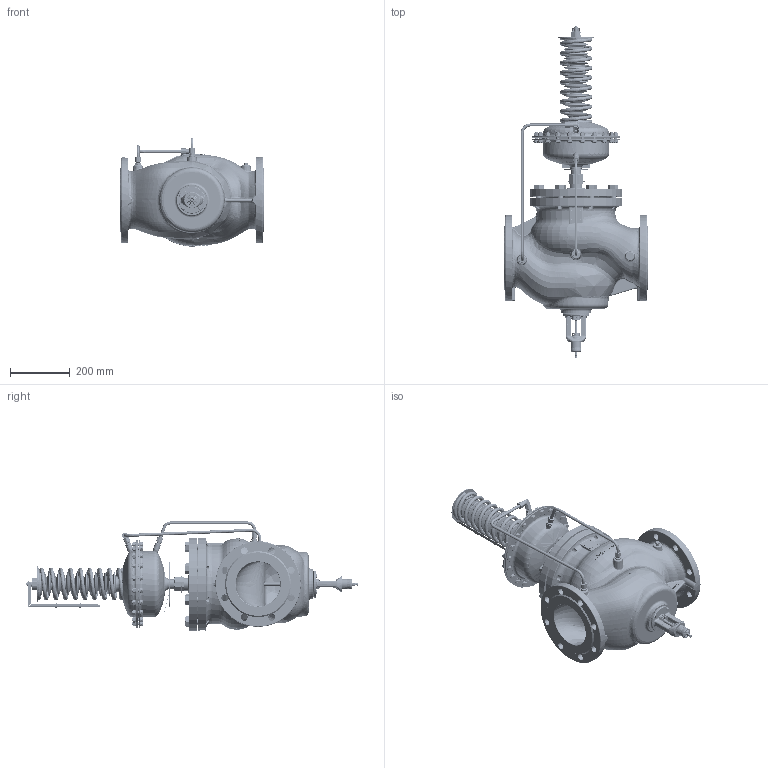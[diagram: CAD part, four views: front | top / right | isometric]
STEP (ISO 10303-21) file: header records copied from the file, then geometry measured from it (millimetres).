
FILE_DESCRIPTION((''),'2;1');
FILE_NAME('ASM0001_ASM','2022-03-28T10:18:20',('U369265'),(''),'CREO PARAMETRIC BY PTC INC, 2020342','CREO PARAMETRIC BY PTC INC, 2020342','');
FILE_SCHEMA(('CONFIG_CONTROL_DESIGN'));
Length unit declared in the file: millimetre
Products named in the file (70): 88650530_VALVE_BODY_VFQM_DN15_1; 88650740_VALVE_COVER_VFG_DN15_1; 88652330_STUFFING_BOX_DN150_2_1; 3220149_1_1_2_3; 88652940_CV_PISTON_H_SUB_DN15_1_ASM; 88651360_SPINDLE_CV_DN150_1_1; 88652970_CV_PISTON_SUB_DN150__1_ASM; 88652800_POINTER_VFQM_1_1_2_3; 88651210_YOKE_BODY_DN125_250__2; HEX_SCREW_DIN933_M06X18_1_1_2_3; 88652740_FLOW_LABEL_DN150_1_1; 51817881_SCREW_SF_M3X5_1_1_2_3; 54590510_O_R20X3_1_1_2_3; 88652270_SETT_SCREW_DN125-250_3; 5184037_1_1; 54540510_1_1_2_3; 188610240_1_1_2_3; WALTER_CONNECTION_1_1_2_3; WALTER_PROFILE_RING_1_1_2_3; WALTER_CONNECTION_NUT_1_1_2_3; 8863078_ASM_1_1_2_3_ASM; 88653180_VFQM_DN150_PN16_ASM__1_ASM; 88670130_HOUSING320_PN16_MINU_1; 88673400_TUBE_FI38X10X62_MINU_3; 88671660_PRESSURE_CONNEC-2057_1; WELD_PRESS_CON_4MM_1_1_2_3; WELD_320_4MM_AF22_1_1; WELD_320_4MM_2_1_1; 88671530_COVER320_PN16_MINUS__1_ASM; 88670120_HOUSING320_PN16_PLUS_1; 88671660_PRESSURE_CONNEC-2115_1; 88673410_TUBE_FI38X10X33_AF1__1; WELD_320_4MM_1_1; WELD_320_4MM_2_1; WELD_PRESS_CON_4MM_AF1_1_1; 88671520_COVER320_PN16_PLUS_A_1_ASM; 51018011_1_1; 52017500_1_1; 51917340_1_1; 88671040_SETTING_SPINDLE_PA_1_3 ...
Assembly tree (167 placements, depth 6):
  ASM0001_ASM
    003G5564_AFQMP2_PN16_DN150_AS_1_ASM
      88653180_VFQM_DN150_PN16_ASM__1_ASM
        88650530_VALVE_BODY_VFQM_DN15_1
        88650740_VALVE_COVER_VFG_DN15_1
        88652940_CV_PISTON_H_SUB_DN15_1_ASM
          88652330_STUFFING_BOX_DN150_2_1
          3220149_1_1_2_3
        88652970_CV_PISTON_SUB_DN150__1_ASM
          88651360_SPINDLE_CV_DN150_1_1
        88652800_POINTER_VFQM_1_1_2_3
        88651210_YOKE_BODY_DN125_250__2
        HEX_SCREW_DIN933_M06X18_1_1_2_3  x4
        88652740_FLOW_LABEL_DN150_1_1
        51817881_SCREW_SF_M3X5_1_1_2_3  x2
        54590510_O_R20X3_1_1_2_3
        88652270_SETT_SCREW_DN125-250_3
        5184037_1_1  x8
        54540510_1_1_2_3  x3
        188610240_1_1_2_3
        8863078_ASM_1_1_2_3_ASM  x2
          WALTER_CONNECTION_1_1_2_3
          WALTER_PROFILE_RING_1_1_2_3
          WALTER_CONNECTION_NUT_1_1_2_3
      003G5609_AFP2_PN16_320CM2_ASM_2_ASM
        88671530_COVER320_PN16_MINUS__1_ASM
          88670130_HOUSING320_PN16_MINU_1
          88673400_TUBE_FI38X10X62_MINU_3
          88671660_PRESSURE_CONNEC-2057_1
          WELD_PRESS_CON_4MM_1_1_2_3
          WELD_320_4MM_AF22_1_1
          WELD_320_4MM_2_1_1
        88671520_COVER320_PN16_PLUS_A_1_ASM
          88670120_HOUSING320_PN16_PLUS_1
          88671660_PRESSURE_CONNEC-2115_1
          88673410_TUBE_FI38X10X33_AF1__1
          WELD_320_4MM_1_1
          WELD_320_4MM_2_1
          WELD_PRESS_CON_4MM_AF1_1_1
        51018011_1_1  x20
        52017500_1_1  x40
        51917340_1_1  x20
        88671040_SETTING_SPINDLE_PA_1_3
        88670600_CONNECTING_NUT_G1_1__3
        88670800_SETTING_NUT_IPA_1_1__3
        88670300_SPRING_HOLDER_PA_1_1_3
        88673110_SPRING_COMPRESSION_R_1
        5454051_1_1_2_3  x2
        88630650_TUBE_CONN_2_0_DA_ASM_2_ASM  x2
          8863078_ASM_1_ASM
            WALTER_CONNECTION_1
            WALTER_PROFILE_RING_1
            WALTER_CONNECTION_NUT_1
          88630340_2_0_DA_00_1_1
        51817250_1_1_2_3
        8867345_SCALE_HOLDER_PA_1_1_2_3
        8867348_SETTING_SCALE_PA_1_1__3  x2
        88673470_SQUARE_NUT_HOLDER_PA_4  x2
        51817260_SCREW_BN33_1_1_2_3  x2
        88673820_1_1_2_3
Bounding box: 480 x 1107.2 x 364.07 mm (x, y, z)
Volume: 12683400.3 mm3; surface area: 2680885.7 mm2
Topology: 160 solids, 162 shells, 6938 faces, 17887 edges, 11395 vertices
Faces by surface type: plane 2839, cylinder 1517, cone 1331, torus 593, bspline 503, extrusion 92, sphere 47, revolution 16
Entity records: 255782 total; most frequent: CARTESIAN_POINT 133303, ORIENTED_EDGE 26402, DIRECTION 23991, EDGE_CURVE 13204, AXIS2_PLACEMENT_3D 9041, VERTEX_POINT 8527, VECTOR 5893, LINE 5801
